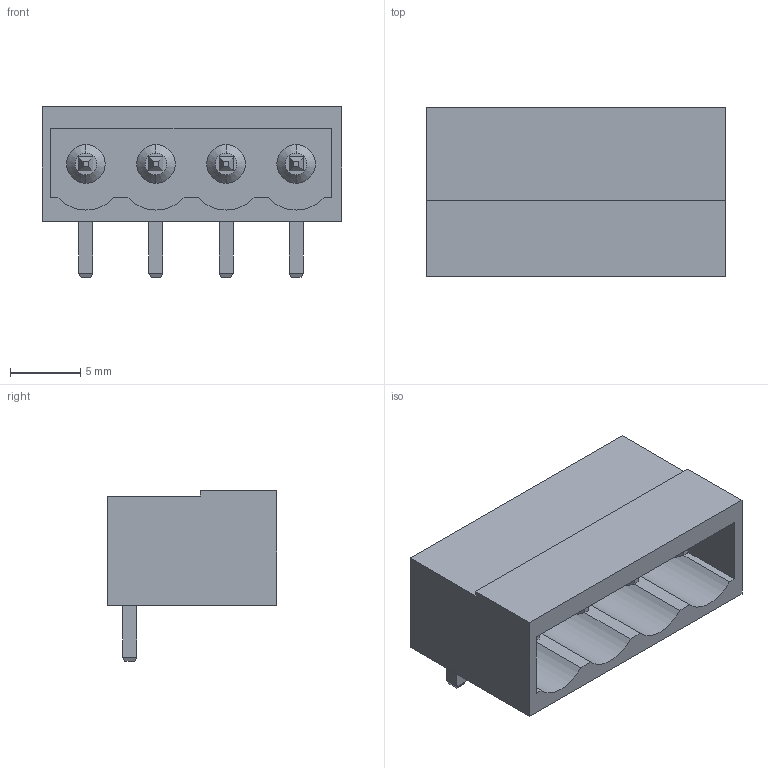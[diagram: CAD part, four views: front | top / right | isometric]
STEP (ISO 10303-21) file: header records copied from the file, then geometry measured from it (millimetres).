
FILE_DESCRIPTION (( 'STEP AP214' ), '1' );
FILE_NAME ('2EDGRC-5.0-04P-14-00A(H).STEP', '2023-10-05T04:40:19', ( '' ), ( '' ), 'SwSTEP 2.0', 'SolidWorks 2019', '' );
FILE_SCHEMA (( 'AUTOMOTIVE_DESIGN' ));
Length unit declared in the file: millimetre
Products named in the file (1): 2EDGRC-5.0-04P-14-00A(H)
Bounding box: 21.4 x 12.1 x 12.2 mm (x, y, z)
Volume: 1197.4 mm3; surface area: 1707.3 mm2
Topology: 9 solids, 9 shells, 121 faces, 262 edges, 164 vertices
Faces by surface type: plane 101, cylinder 12, cone 8
Entity records: 4206 total; most frequent: CARTESIAN_POINT 548, DIRECTION 546, ORIENTED_EDGE 524, EDGE_CURVE 262, LINE 222, VECTOR 222, VERTEX_POINT 164, AXIS2_PLACEMENT_3D 162
